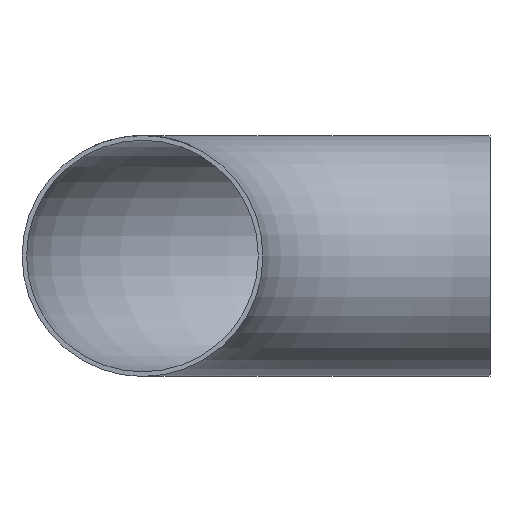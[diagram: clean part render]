
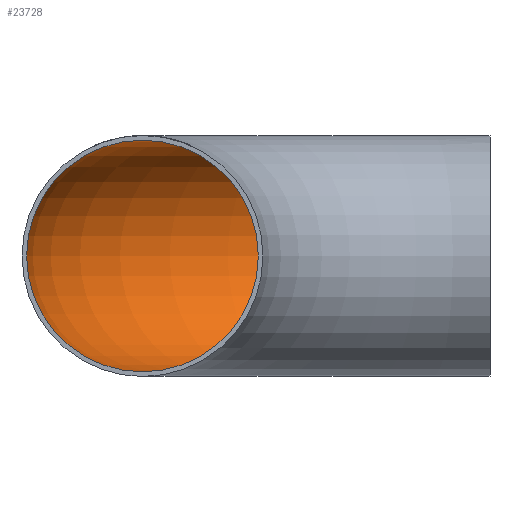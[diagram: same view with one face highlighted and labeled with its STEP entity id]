
A CAD part, front view. The second image highlights one B-rep face of the part: STEP entity #23728.
In plain terms, the highlighted toroidal (fillet/blend) face has major radius 300 mm and minor radius 100 mm.
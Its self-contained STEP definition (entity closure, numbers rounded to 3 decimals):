
#77 = DIRECTION ( 'NONE',  ( 0., 1., 0. ) ) ;
#1570 = VERTEX_POINT ( 'NONE', #13667 ) ;
#5133 = FACE_OUTER_BOUND ( 'NONE', #19379, .T. ) ;
#5377 = CARTESIAN_POINT ( 'NONE',  ( 0., 0., 0. ) ) ;
#5962 = AXIS2_PLACEMENT_3D ( 'NONE', #24637, #23214, #9292 ) ;
#9292 = DIRECTION ( 'NONE',  ( 0., 1., 0. ) ) ;
#11777 = CARTESIAN_POINT ( 'NONE',  ( -300., 0., 0. ) ) ;
#11911 = EDGE_CURVE ( 'NONE', #1570, #1570, #15031, .T. ) ;
#12802 = AXIS2_PLACEMENT_3D ( 'NONE', #11777, #77, #24038 ) ;
#13066 = ORIENTED_EDGE ( 'NONE', *, *, #25016, .F. ) ;
#13667 = CARTESIAN_POINT ( 'NONE',  ( 0., 400., 0. ) ) ;
#15031 = CIRCLE ( 'NONE', #5962, 100. ) ;
#15401 = FACE_OUTER_BOUND ( 'NONE', #18103, .T. ) ;
#15841 = CARTESIAN_POINT ( 'NONE',  ( -300., 0., 100. ) ) ;
#17011 = ORIENTED_EDGE ( 'NONE', *, *, #11911, .T. ) ;
#17236 = DIRECTION ( 'NONE',  ( 0., 0., -1. ) ) ;
#18103 = EDGE_LOOP ( 'NONE', ( #13066 ) ) ;
#19138 = TOROIDAL_SURFACE ( 'NONE', #22433, 300., 100. ) ;
#19379 = EDGE_LOOP ( 'NONE', ( #17011 ) ) ;
#21234 = DIRECTION ( 'NONE',  ( -1., 0., 0. ) ) ;
#21919 = VERTEX_POINT ( 'NONE', #15841 ) ;
#22433 = AXIS2_PLACEMENT_3D ( 'NONE', #5377, #17236, #21234 ) ;
#23214 = DIRECTION ( 'NONE',  ( 1., 0., 0. ) ) ;
#23728 = ADVANCED_FACE ( 'NONE', ( #5133, #15401 ), #19138, .F. ) ;
#24038 = DIRECTION ( 'NONE',  ( 0., 0., 1. ) ) ;
#24637 = CARTESIAN_POINT ( 'NONE',  ( 0., 300., 0. ) ) ;
#24753 = CIRCLE ( 'NONE', #12802, 100. ) ;
#25016 = EDGE_CURVE ( 'NONE', #21919, #21919, #24753, .T. ) ;
